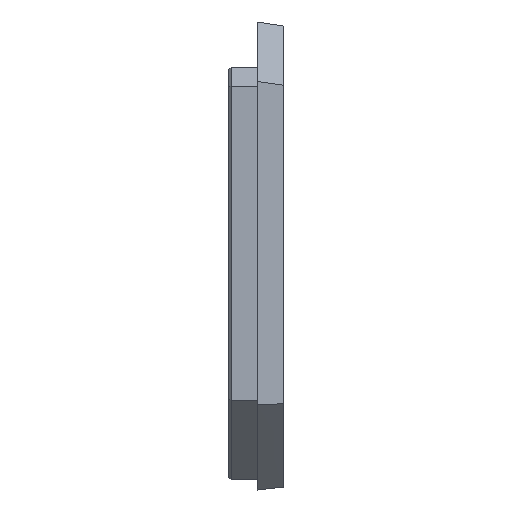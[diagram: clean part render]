
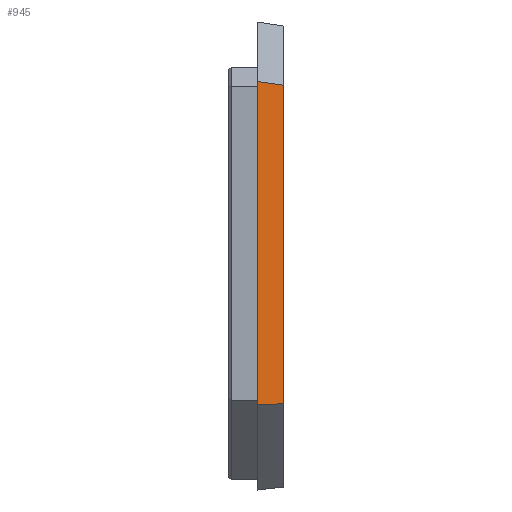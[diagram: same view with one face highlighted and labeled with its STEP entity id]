
A CAD part, left-side view. The second image highlights one B-rep face of the part: STEP entity #945.
In plain terms, the highlighted free-form (B-spline) face has degree [3, 3] with [4, 4] control points.
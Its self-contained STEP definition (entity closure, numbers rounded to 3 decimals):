
#27=B_SPLINE_SURFACE_WITH_KNOTS('',3,3,((#1822,#1823,#1824,#1825),(#1826,
#1827,#1828,#1829),(#1830,#1831,#1832,#1833),(#1834,#1835,#1836,#1837)),
 .UNSPECIFIED.,.F.,.F.,.F.,(4,4),(4,4),(0.,1.),(0.068,0.073),
 .UNSPECIFIED.);
#43=B_SPLINE_CURVE_WITH_KNOTS('',3,(#1380,#1381,#1382,#1383,#1384,#1385),
 .UNSPECIFIED.,.F.,.F.,(4,2,4),(-2.976,-1.488,0.),
 .UNSPECIFIED.);
#47=B_SPLINE_CURVE_WITH_KNOTS('',3,(#1421,#1422,#1423,#1424,#1425,#1426),
 .UNSPECIFIED.,.F.,.F.,(4,2,4),(-2.933,-1.467,0.),
 .UNSPECIFIED.);
#75=B_SPLINE_CURVE_WITH_KNOTS('',3,(#1717,#1718,#1719,#1720),
 .UNSPECIFIED.,.F.,.F.,(4,4),(0.068,0.073),
 .UNSPECIFIED.);
#83=B_SPLINE_CURVE_WITH_KNOTS('',3,(#1838,#1839,#1840,#1841),
 .UNSPECIFIED.,.F.,.F.,(4,4),(0.068,0.073),
 .UNSPECIFIED.);
#143=FACE_OUTER_BOUND('',#205,.T.);
#205=EDGE_LOOP('',(#843,#844,#845,#846));
#427=VERTEX_POINT('',#1372);
#428=VERTEX_POINT('',#1379);
#435=VERTEX_POINT('',#1419);
#436=VERTEX_POINT('',#1420);
#543=EDGE_CURVE('',#427,#428,#43,.T.);
#553=EDGE_CURVE('',#435,#436,#47,.T.);
#581=EDGE_CURVE('',#435,#427,#75,.T.);
#589=EDGE_CURVE('',#436,#428,#83,.T.);
#843=ORIENTED_EDGE('',*,*,#553,.T.);
#844=ORIENTED_EDGE('',*,*,#589,.T.);
#845=ORIENTED_EDGE('',*,*,#543,.F.);
#846=ORIENTED_EDGE('',*,*,#581,.F.);
#945=ADVANCED_FACE('',(#143),#27,.F.);
#1372=CARTESIAN_POINT('',(-32.979,-255.,-29.353));
#1379=CARTESIAN_POINT('',(-32.979,-255.,0.411));
#1380=CARTESIAN_POINT('Ctrl Pts',(-32.979,-255.,-29.353));
#1381=CARTESIAN_POINT('Ctrl Pts',(-32.979,-255.,-24.392));
#1382=CARTESIAN_POINT('Ctrl Pts',(-32.979,-255.,-19.431));
#1383=CARTESIAN_POINT('Ctrl Pts',(-32.979,-255.,-9.51));
#1384=CARTESIAN_POINT('Ctrl Pts',(-32.979,-255.,-4.549));
#1385=CARTESIAN_POINT('Ctrl Pts',(-32.979,-255.,0.411));
#1419=CARTESIAN_POINT('',(-32.789,-257.4,-29.266));
#1420=CARTESIAN_POINT('',(-32.789,-257.4,0.066));
#1421=CARTESIAN_POINT('Ctrl Pts',(-32.789,-257.4,-29.266));
#1422=CARTESIAN_POINT('Ctrl Pts',(-32.789,-257.4,-24.378));
#1423=CARTESIAN_POINT('Ctrl Pts',(-32.789,-257.4,-19.489));
#1424=CARTESIAN_POINT('Ctrl Pts',(-32.789,-257.4,-9.712));
#1425=CARTESIAN_POINT('Ctrl Pts',(-32.789,-257.4,-4.823));
#1426=CARTESIAN_POINT('Ctrl Pts',(-32.789,-257.4,0.066));
#1717=CARTESIAN_POINT('Ctrl Pts',(-32.789,-257.4,-29.266));
#1718=CARTESIAN_POINT('Ctrl Pts',(-32.853,-256.6,-29.295));
#1719=CARTESIAN_POINT('Ctrl Pts',(-32.916,-255.8,-29.324));
#1720=CARTESIAN_POINT('Ctrl Pts',(-32.979,-255.,-29.353));
#1822=CARTESIAN_POINT('Ctrl Pts',(-32.789,-257.4,0.066));
#1823=CARTESIAN_POINT('Ctrl Pts',(-32.853,-256.6,0.182));
#1824=CARTESIAN_POINT('Ctrl Pts',(-32.916,-255.8,0.297));
#1825=CARTESIAN_POINT('Ctrl Pts',(-32.979,-255.,0.411));
#1826=CARTESIAN_POINT('Ctrl Pts',(-32.789,-257.4,-9.712));
#1827=CARTESIAN_POINT('Ctrl Pts',(-32.853,-256.6,-9.644));
#1828=CARTESIAN_POINT('Ctrl Pts',(-32.916,-255.8,-9.577));
#1829=CARTESIAN_POINT('Ctrl Pts',(-32.979,-255.,-9.51));
#1830=CARTESIAN_POINT('Ctrl Pts',(-32.789,-257.4,-19.489));
#1831=CARTESIAN_POINT('Ctrl Pts',(-32.853,-256.6,-19.47));
#1832=CARTESIAN_POINT('Ctrl Pts',(-32.916,-255.8,-19.451));
#1833=CARTESIAN_POINT('Ctrl Pts',(-32.979,-255.,-19.431));
#1834=CARTESIAN_POINT('Ctrl Pts',(-32.789,-257.4,-29.266));
#1835=CARTESIAN_POINT('Ctrl Pts',(-32.853,-256.6,-29.295));
#1836=CARTESIAN_POINT('Ctrl Pts',(-32.916,-255.8,-29.324));
#1837=CARTESIAN_POINT('Ctrl Pts',(-32.979,-255.,-29.353));
#1838=CARTESIAN_POINT('Ctrl Pts',(-32.789,-257.4,0.066));
#1839=CARTESIAN_POINT('Ctrl Pts',(-32.853,-256.6,0.182));
#1840=CARTESIAN_POINT('Ctrl Pts',(-32.916,-255.8,0.297));
#1841=CARTESIAN_POINT('Ctrl Pts',(-32.979,-255.,0.411));
